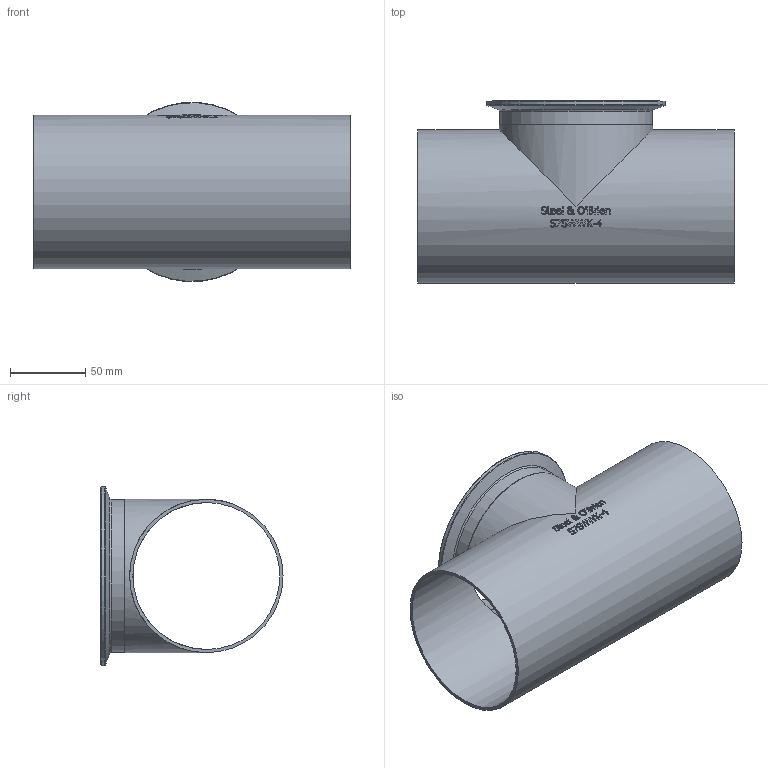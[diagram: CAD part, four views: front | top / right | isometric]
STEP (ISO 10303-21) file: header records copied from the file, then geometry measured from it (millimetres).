
FILE_DESCRIPTION(/* description */ (''),/* implementation_level */ '2;1');
FILE_NAME(/* name */ 'S7SWWK-4.stp',/* time_stamp */ '2018-11-28T09:41:36-05:00',/* author */ ('ken'),/* organization */ (''),/* preprocessor_version */ 'ST-DEVELOPER v15.2',/* originating_system */ 'Autodesk Inventor 2014',/* authorisation */ '');
FILE_SCHEMA (('AUTOMOTIVE_DESIGN { 1 0 10303 214 3 1 1 }'));
Length unit declared in the file: inch
Products named in the file (1): S7SWWK-4
Bounding box: 209.55 x 120.65 x 118.63 mm (x, y, z)
Volume: 154306.4 mm3; surface area: 142899.9 mm2
Topology: 1 solids, 1 shells, 358 faces, 957 edges, 634 vertices
Faces by surface type: plane 157, bspline 151, cylinder 38, torus 9, cone 3
Full cylindrical faces by diameter (mm): 97.384 x3, 101.6 x3, 118.923 x1
Entity records: 13877 total; most frequent: CARTESIAN_POINT 5786, ORIENTED_EDGE 1868, DIRECTION 1242, EDGE_CURVE 934, VERTEX_POINT 632, LINE 438, VECTOR 438, EDGE_LOOP 416
